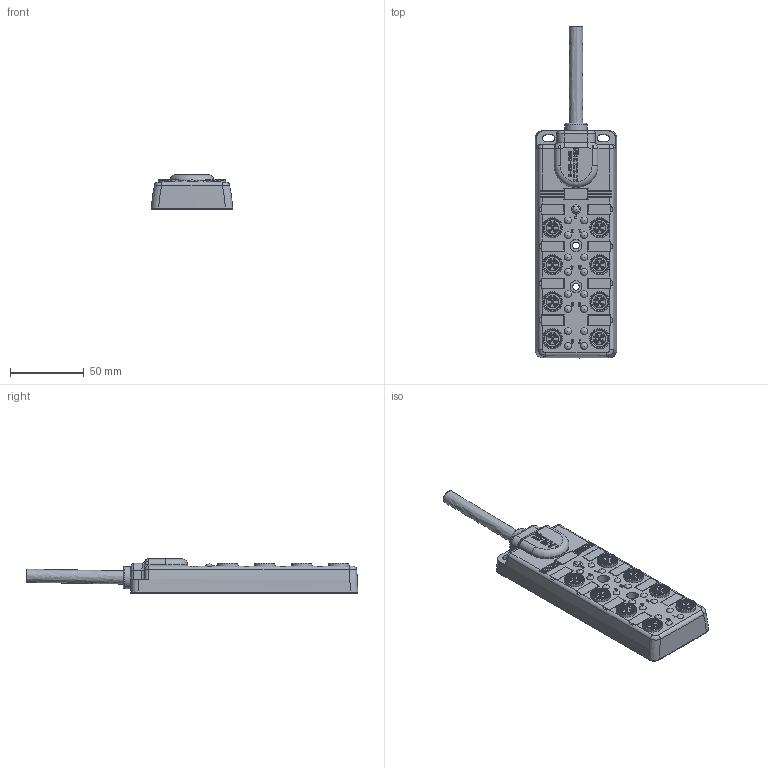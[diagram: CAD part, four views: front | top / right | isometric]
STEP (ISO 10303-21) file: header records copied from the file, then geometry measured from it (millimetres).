
FILE_DESCRIPTION(/* description */ (''),/* implementation_level */ '2;1');
FILE_NAME(/* name */ 'S010-M12-8 3D.stp',/* time_stamp */ '2024-08-15T16:33:28+08:00',/* author */ (''),/* organization */ (''),/* preprocessor_version */ 'ST-DEVELOPER v14',/* originating_system */ 'SIEMENS PLM Software NX 8.0',/* authorisation */ '');
FILE_SCHEMA (('AUTOMOTIVE_DESIGN { 1 0 10303 214 3 1 1 1 }'));
Length unit declared in the file: millimetre
Products named in the file (1): S010-M12-8 3D_stp
Bounding box: 54.93 x 224.48 x 23.66 mm (x, y, z)
Volume: 150338 mm3; surface area: 37634.5 mm2
Topology: 1 solids, 23 shells, 1785 faces, 4748 edges, 3056 vertices
Faces by surface type: plane 773, extrusion 302, cone 289, cylinder 262, bspline 77, sphere 52, torus 30
Full cylindrical faces by diameter (mm): 1.1 x40, 1.5 x40, 4 x8, 4.5 x2, 8 x2, 11 x56, 15 x1
Entity records: 74520 total; most frequent: CARTESIAN_POINT 27737, ORIENTED_EDGE 8178, DIRECTION 7131, EDGE_CURVE 4089, VERTEX_POINT 2775, AXIS2_PLACEMENT_3D 2479, VECTOR 2173, EDGE_LOOP 2066
